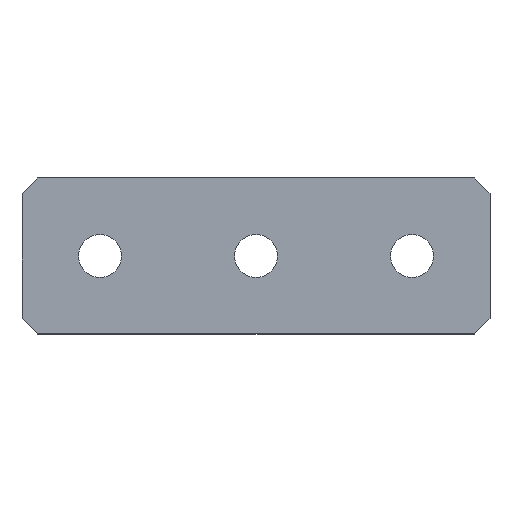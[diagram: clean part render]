
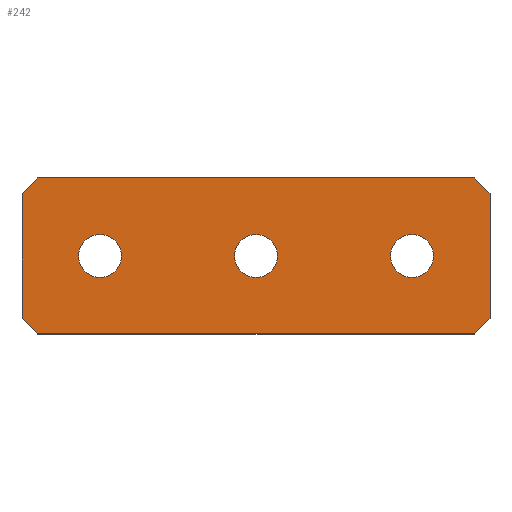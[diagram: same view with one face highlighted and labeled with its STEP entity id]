
A CAD part, top view. The second image highlights one B-rep face of the part: STEP entity #242.
In plain terms, the highlighted planar face has unit normal (0, 0, 1).
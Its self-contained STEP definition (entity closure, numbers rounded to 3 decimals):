
#14=LINE('',#355,#38);
#18=LINE('',#363,#42);
#21=LINE('',#369,#45);
#22=LINE('',#371,#46);
#23=LINE('',#373,#47);
#24=LINE('',#375,#48);
#25=LINE('',#377,#49);
#26=LINE('',#378,#50);
#38=VECTOR('',#294,2.828);
#42=VECTOR('',#300,56.);
#45=VECTOR('',#305,16.);
#46=VECTOR('',#306,2.828);
#47=VECTOR('',#307,56.);
#48=VECTOR('',#308,2.828);
#49=VECTOR('',#309,16.);
#50=VECTOR('',#310,2.828);
#64=PLANE('',#264);
#75=FACE_BOUND('',#102,.T.);
#76=FACE_BOUND('',#103,.T.);
#77=FACE_BOUND('',#104,.T.);
#78=FACE_BOUND('',#105,.T.);
#102=EDGE_LOOP('',(#188));
#103=EDGE_LOOP('',(#189));
#104=EDGE_LOOP('',(#190));
#105=EDGE_LOOP('',(#191,#192,#193,#194,#195,#196,#197,#198));
#117=CIRCLE('',#255,2.75);
#119=CIRCLE('',#258,2.75);
#121=CIRCLE('',#261,2.75);
#123=VERTEX_POINT('',#340);
#125=VERTEX_POINT('',#345);
#127=VERTEX_POINT('',#350);
#128=VERTEX_POINT('',#353);
#129=VERTEX_POINT('',#354);
#132=VERTEX_POINT('',#362);
#134=VERTEX_POINT('',#368);
#135=VERTEX_POINT('',#370);
#136=VERTEX_POINT('',#372);
#137=VERTEX_POINT('',#374);
#138=VERTEX_POINT('',#376);
#145=EDGE_CURVE('',#123,#123,#117,.T.);
#147=EDGE_CURVE('',#125,#125,#119,.T.);
#149=EDGE_CURVE('',#127,#127,#121,.T.);
#150=EDGE_CURVE('',#128,#129,#14,.T.);
#154=EDGE_CURVE('',#132,#129,#18,.T.);
#157=EDGE_CURVE('',#128,#134,#21,.T.);
#158=EDGE_CURVE('',#135,#134,#22,.T.);
#159=EDGE_CURVE('',#135,#136,#23,.T.);
#160=EDGE_CURVE('',#137,#136,#24,.T.);
#161=EDGE_CURVE('',#137,#138,#25,.T.);
#162=EDGE_CURVE('',#132,#138,#26,.T.);
#188=ORIENTED_EDGE('',*,*,#145,.T.);
#189=ORIENTED_EDGE('',*,*,#147,.T.);
#190=ORIENTED_EDGE('',*,*,#149,.T.);
#191=ORIENTED_EDGE('',*,*,#150,.F.);
#192=ORIENTED_EDGE('',*,*,#157,.T.);
#193=ORIENTED_EDGE('',*,*,#158,.F.);
#194=ORIENTED_EDGE('',*,*,#159,.T.);
#195=ORIENTED_EDGE('',*,*,#160,.F.);
#196=ORIENTED_EDGE('',*,*,#161,.T.);
#197=ORIENTED_EDGE('',*,*,#162,.F.);
#198=ORIENTED_EDGE('',*,*,#154,.T.);
#242=ADVANCED_FACE('',(#75,#76,#77,#78),#64,.T.);
#255=AXIS2_PLACEMENT_3D('',#341,#278,#279);
#258=AXIS2_PLACEMENT_3D('',#346,#284,#285);
#261=AXIS2_PLACEMENT_3D('',#351,#290,#291);
#264=AXIS2_PLACEMENT_3D('',#367,#303,#304);
#278=DIRECTION('center_axis',(0.,0.,-1.));
#279=DIRECTION('ref_axis',(1.,0.,0.));
#284=DIRECTION('center_axis',(0.,0.,-1.));
#285=DIRECTION('ref_axis',(1.,0.,0.));
#290=DIRECTION('center_axis',(0.,0.,-1.));
#291=DIRECTION('ref_axis',(1.,0.,0.));
#294=DIRECTION('',(-0.707,-0.707,0.));
#300=DIRECTION('',(1.,0.,0.));
#303=DIRECTION('center_axis',(0.,0.,1.));
#304=DIRECTION('ref_axis',(1.,0.,0.));
#305=DIRECTION('',(0.,1.,0.));
#306=DIRECTION('',(0.707,-0.707,0.));
#307=DIRECTION('',(-1.,0.,0.));
#308=DIRECTION('',(0.707,0.707,0.));
#309=DIRECTION('',(0.,-1.,0.));
#310=DIRECTION('',(-0.707,0.707,0.));
#340=CARTESIAN_POINT('',(22.75,0.,3.));
#341=CARTESIAN_POINT('Origin',(20.,0.,3.));
#345=CARTESIAN_POINT('',(2.75,0.,3.));
#346=CARTESIAN_POINT('Origin',(0.,0.,3.));
#350=CARTESIAN_POINT('',(-17.25,0.,3.));
#351=CARTESIAN_POINT('Origin',(-20.,0.,3.));
#353=CARTESIAN_POINT('',(30.,-8.,3.));
#354=CARTESIAN_POINT('',(28.,-10.,3.));
#355=CARTESIAN_POINT('',(24.,-14.,3.));
#362=CARTESIAN_POINT('',(-28.,-10.,3.));
#363=CARTESIAN_POINT('',(-30.,-10.,3.));
#367=CARTESIAN_POINT('Origin',(0.,0.,3.));
#368=CARTESIAN_POINT('',(30.,8.,3.));
#369=CARTESIAN_POINT('',(30.,-10.,3.));
#370=CARTESIAN_POINT('',(28.,10.,3.));
#371=CARTESIAN_POINT('',(24.,14.,3.));
#372=CARTESIAN_POINT('',(-28.,10.,3.));
#373=CARTESIAN_POINT('',(30.,10.,3.));
#374=CARTESIAN_POINT('',(-30.,8.,3.));
#375=CARTESIAN_POINT('',(-24.,14.,3.));
#376=CARTESIAN_POINT('',(-30.,-8.,3.));
#377=CARTESIAN_POINT('',(-30.,10.,3.));
#378=CARTESIAN_POINT('',(-24.,-14.,3.));
